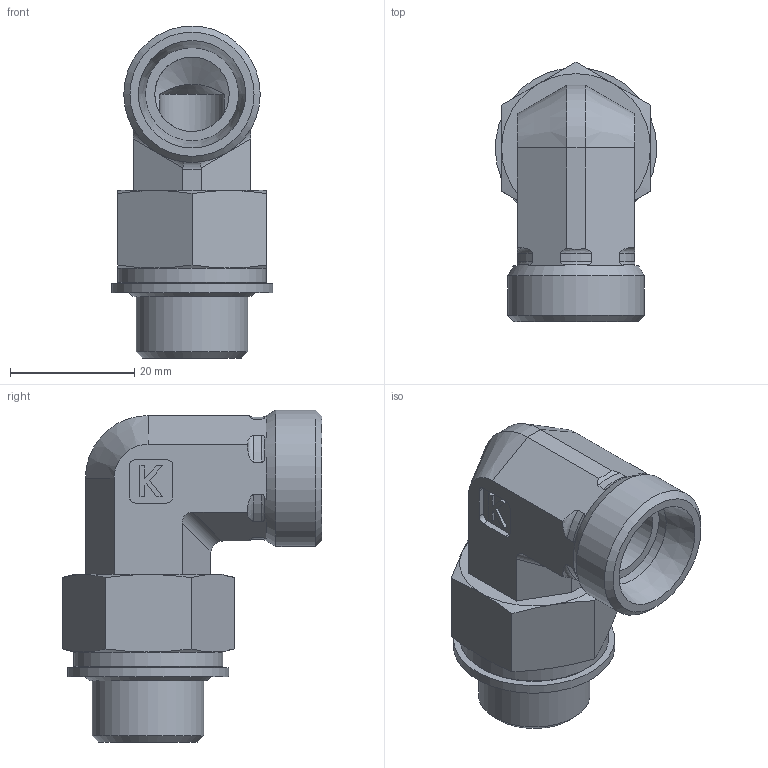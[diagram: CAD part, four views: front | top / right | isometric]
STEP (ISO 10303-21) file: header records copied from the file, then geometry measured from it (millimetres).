
FILE_DESCRIPTION((''),'2;1');
FILE_NAME('6715011822.stp','2015-02-06T14:03:05',(''),('KNOMI spol. s r. o.'),'Autodesk Inventor 2012','Autodesk Inventor 2012','');
FILE_SCHEMA(('AUTOMOTIVE_DESIGN { 1 2 10303 214 0 1 1 1 }'));
Length unit declared in the file: millimetre
Products named in the file (4): ÚPS M18/M22 GM500; 6785151822; 6755018; 7390018
Assembly tree (3 placements, depth 2):
  ÚPS M18/M22 GM500
    6785151822
    6755018
    7390018
Bounding box: 25.98 x 41.86 x 53.5 mm (x, y, z)
Volume: 17560.1 mm3; surface area: 10762.6 mm2
Topology: 3 solids, 3 shells, 125 faces, 311 edges, 199 vertices
Faces by surface type: plane 59, cone 27, cylinder 27, torus 12
Full cylindrical faces by diameter (mm): 10.5 x1, 12 x1, 14.76 x1, 15 x1, 16.376 x1, 17.999 x1, 18 x2, 18.7 x2, 22 x1, 24 x1, 26 x1
Entity records: 3904 total; most frequent: CARTESIAN_POINT 926, DIRECTION 572, ORIENTED_EDGE 560, EDGE_CURVE 280, AXIS2_PLACEMENT_3D 226, VERTEX_POINT 192, EDGE_LOOP 162, FACE_OUTER_BOUND 125
